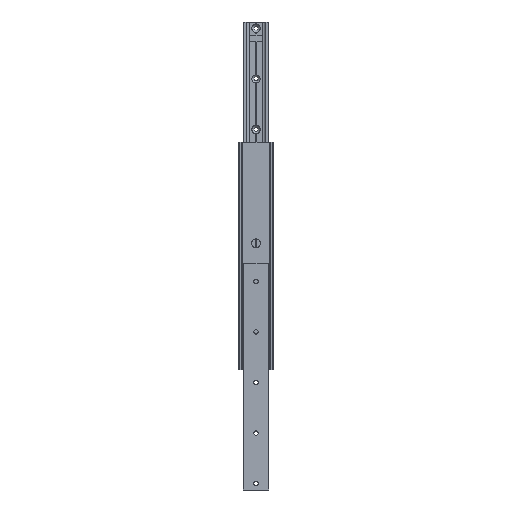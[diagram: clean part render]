
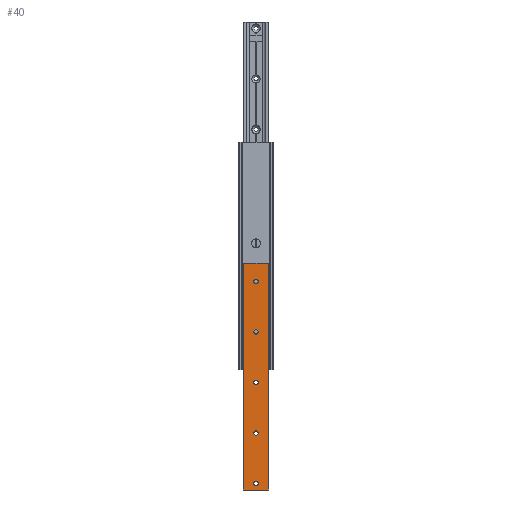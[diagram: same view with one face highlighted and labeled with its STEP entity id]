
A CAD part, left-side view. The second image highlights one B-rep face of the part: STEP entity #40.
In plain terms, the highlighted face is planar.
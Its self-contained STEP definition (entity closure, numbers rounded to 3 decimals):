
#40 = ADVANCED_FACE ( 'NONE', ( #2312, #2316, #2318, #2320, #2311, #2314 ), #718, .F. ) ;
#176 = VERTEX_POINT ( 'NONE', #2632 ) ;
#182 = VERTEX_POINT ( 'NONE', #2645 ) ;
#204 = VERTEX_POINT ( 'NONE', #2667 ) ;
#206 = VERTEX_POINT ( 'NONE', #2669 ) ;
#217 = VERTEX_POINT ( 'NONE', #2677 ) ;
#221 = VERTEX_POINT ( 'NONE', #2679 ) ;
#264 = VERTEX_POINT ( 'NONE', #2702 ) ;
#270 = VERTEX_POINT ( 'NONE', #2707 ) ;
#276 = VERTEX_POINT ( 'NONE', #2712 ) ;
#305 = VERTEX_POINT ( 'NONE', #2736 ) ;
#318 = VERTEX_POINT ( 'NONE', #2747 ) ;
#388 = VERTEX_POINT ( 'NONE', #2789 ) ;
#404 = VERTEX_POINT ( 'NONE', #2803 ) ;
#448 = VERTEX_POINT ( 'NONE', #2824 ) ;
#691 = EDGE_CURVE ( 'NONE', #305, #318, #3113, .T. ) ;
#715 = DIRECTION ( 'NONE',  ( 0., 0., 1. ) ) ;
#716 = DIRECTION ( 'NONE',  ( -1., 0., 0. ) ) ;
#718 = PLANE ( 'NONE',  #1548 ) ;
#719 = CARTESIAN_POINT ( 'NONE',  ( 0., -24.5, 498.894 ) ) ;
#915 = DIRECTION ( 'NONE',  ( 0., 1., 0. ) ) ;
#927 = DIRECTION ( 'NONE',  ( 1., 0., 0. ) ) ;
#1061 = EDGE_CURVE ( 'NONE', #388, #305, #3220, .T. ) ;
#1084 = EDGE_CURVE ( 'NONE', #404, #318, #3255, .T. ) ;
#1087 = EDGE_CURVE ( 'NONE', #264, #270, #3264, .T. ) ;
#1090 = EDGE_CURVE ( 'NONE', #276, #448, #3267, .T. ) ;
#1093 = EDGE_CURVE ( 'NONE', #217, #221, #3271, .T. ) ;
#1096 = EDGE_CURVE ( 'NONE', #176, #182, #3275, .T. ) ;
#1105 = EDGE_CURVE ( 'NONE', #204, #206, #3287, .T. ) ;
#1108 = EDGE_CURVE ( 'NONE', #388, #404, #3285, .T. ) ;
#1270 = EDGE_CURVE ( 'NONE', #448, #276, #3565, .T. ) ;
#1284 = EDGE_CURVE ( 'NONE', #270, #264, #3586, .T. ) ;
#1294 = EDGE_CURVE ( 'NONE', #221, #217, #3598, .T. ) ;
#1470 = EDGE_CURVE ( 'NONE', #206, #204, #3610, .T. ) ;
#1480 = EDGE_CURVE ( 'NONE', #182, #176, #3622, .T. ) ;
#1548 = AXIS2_PLACEMENT_3D ( 'NONE', #719, #716, #715 ) ;
#1663 = AXIS2_PLACEMENT_3D ( 'NONE', #3100, #927, #915 ) ;
#1668 = AXIS2_PLACEMENT_3D ( 'NONE', #3645, #3651, #3652 ) ;
#1671 = AXIS2_PLACEMENT_3D ( 'NONE', #3654, #3660, #3661 ) ;
#1672 = AXIS2_PLACEMENT_3D ( 'NONE', #3668, #3669, #3670 ) ;
#1673 = AXIS2_PLACEMENT_3D ( 'NONE', #3684, #3692, #3693 ) ;
#1733 = AXIS2_PLACEMENT_3D ( 'NONE', #4073, #4076, #4077 ) ;
#1737 = AXIS2_PLACEMENT_3D ( 'NONE', #4087, #4111, #4112 ) ;
#1739 = AXIS2_PLACEMENT_3D ( 'NONE', #4122, #4139, #4140 ) ;
#1743 = AXIS2_PLACEMENT_3D ( 'NONE', #4157, #4167, #4168 ) ;
#1747 = AXIS2_PLACEMENT_3D ( 'NONE', #4185, #4195, #4196 ) ;
#1826 = ORIENTED_EDGE ( 'NONE', *, *, #1090, .F. ) ;
#1827 = ORIENTED_EDGE ( 'NONE', *, *, #1270, .F. ) ;
#1828 = ORIENTED_EDGE ( 'NONE', *, *, #1087, .F. ) ;
#1829 = ORIENTED_EDGE ( 'NONE', *, *, #1284, .F. ) ;
#1830 = ORIENTED_EDGE ( 'NONE', *, *, #1093, .F. ) ;
#1831 = ORIENTED_EDGE ( 'NONE', *, *, #1294, .F. ) ;
#1832 = ORIENTED_EDGE ( 'NONE', *, *, #1105, .F. ) ;
#1833 = ORIENTED_EDGE ( 'NONE', *, *, #1470, .F. ) ;
#1834 = ORIENTED_EDGE ( 'NONE', *, *, #1096, .F. ) ;
#1835 = ORIENTED_EDGE ( 'NONE', *, *, #1480, .F. ) ;
#1836 = ORIENTED_EDGE ( 'NONE', *, *, #1061, .F. ) ;
#1837 = ORIENTED_EDGE ( 'NONE', *, *, #1108, .T. ) ;
#1838 = ORIENTED_EDGE ( 'NONE', *, *, #1084, .T. ) ;
#1839 = ORIENTED_EDGE ( 'NONE', *, *, #691, .F. ) ;
#2055 = EDGE_LOOP ( 'NONE', ( #1830, #1831 ) ) ;
#2060 = EDGE_LOOP ( 'NONE', ( #1828, #1829 ) ) ;
#2062 = EDGE_LOOP ( 'NONE', ( #1826, #1827 ) ) ;
#2063 = EDGE_LOOP ( 'NONE', ( #1832, #1833 ) ) ;
#2066 = EDGE_LOOP ( 'NONE', ( #1836, #1837, #1838, #1839 ) ) ;
#2069 = EDGE_LOOP ( 'NONE', ( #1834, #1835 ) ) ;
#2311 = FACE_BOUND ( 'NONE', #2069, .T. ) ;
#2312 = FACE_BOUND ( 'NONE', #2062, .T. ) ;
#2314 = FACE_OUTER_BOUND ( 'NONE', #2066, .T. ) ;
#2316 = FACE_BOUND ( 'NONE', #2060, .T. ) ;
#2318 = FACE_BOUND ( 'NONE', #2055, .T. ) ;
#2320 = FACE_BOUND ( 'NONE', #2063, .T. ) ;
#2632 = CARTESIAN_POINT ( 'NONE',  ( 0., 4.25, 12.5 ) ) ;
#2645 = CARTESIAN_POINT ( 'NONE',  ( 0., -4.25, 12.5 ) ) ;
#2667 = CARTESIAN_POINT ( 'NONE',  ( 0., 4.25, 112.5 ) ) ;
#2669 = CARTESIAN_POINT ( 'NONE',  ( 0., -4.25, 112.5 ) ) ;
#2677 = CARTESIAN_POINT ( 'NONE',  ( 0., 4.25, 212.5 ) ) ;
#2679 = CARTESIAN_POINT ( 'NONE',  ( 0., -4.25, 212.5 ) ) ;
#2702 = CARTESIAN_POINT ( 'NONE',  ( 0., 4.25, 312.5 ) ) ;
#2707 = CARTESIAN_POINT ( 'NONE',  ( 0., -4.25, 312.5 ) ) ;
#2712 = CARTESIAN_POINT ( 'NONE',  ( 0., 4.25, 412.5 ) ) ;
#2736 = CARTESIAN_POINT ( 'NONE',  ( 0., 24.5, 448. ) ) ;
#2747 = CARTESIAN_POINT ( 'NONE',  ( 0., 24.5, 0. ) ) ;
#2789 = CARTESIAN_POINT ( 'NONE',  ( 0., -24.5, 448. ) ) ;
#2803 = CARTESIAN_POINT ( 'NONE',  ( 0., -24.5, 0. ) ) ;
#2824 = CARTESIAN_POINT ( 'NONE',  ( 0., -4.25, 412.5 ) ) ;
#2865 = CARTESIAN_POINT ( 'NONE',  ( 0., 24.5, 498.894 ) ) ;
#2868 = DIRECTION ( 'NONE',  ( 0., 0., -1. ) ) ;
#3035 = CARTESIAN_POINT ( 'NONE',  ( 0., -24.5, 448. ) ) ;
#3036 = DIRECTION ( 'NONE',  ( 0., 1., 0. ) ) ;
#3082 = CARTESIAN_POINT ( 'NONE',  ( 0., -24.5, 0. ) ) ;
#3093 = DIRECTION ( 'NONE',  ( 0., 1., 0. ) ) ;
#3100 = CARTESIAN_POINT ( 'NONE',  ( 0., 0., 312.5 ) ) ;
#3109 = VECTOR ( 'NONE', #2868, 1000. ) ;
#3113 = LINE ( 'NONE', #2865, #3109 ) ;
#3220 = LINE ( 'NONE', #3035, #3222 ) ;
#3222 = VECTOR ( 'NONE', #3036, 1000. ) ;
#3255 = LINE ( 'NONE', #3082, #3259 ) ;
#3259 = VECTOR ( 'NONE', #3093, 1000. ) ;
#3264 = CIRCLE ( 'NONE', #1663, 4.25 ) ;
#3267 = CIRCLE ( 'NONE', #1668, 4.25 ) ;
#3271 = CIRCLE ( 'NONE', #1671, 4.25 ) ;
#3275 = CIRCLE ( 'NONE', #1672, 4.25 ) ;
#3285 = LINE ( 'NONE', #3701, #3288 ) ;
#3287 = CIRCLE ( 'NONE', #1673, 4.25 ) ;
#3288 = VECTOR ( 'NONE', #3702, 1000. ) ;
#3565 = CIRCLE ( 'NONE', #1733, 4.25 ) ;
#3586 = CIRCLE ( 'NONE', #1737, 4.25 ) ;
#3598 = CIRCLE ( 'NONE', #1739, 4.25 ) ;
#3610 = CIRCLE ( 'NONE', #1743, 4.25 ) ;
#3622 = CIRCLE ( 'NONE', #1747, 4.25 ) ;
#3645 = CARTESIAN_POINT ( 'NONE',  ( 0., 0., 412.5 ) ) ;
#3651 = DIRECTION ( 'NONE',  ( 1., 0., 0. ) ) ;
#3652 = DIRECTION ( 'NONE',  ( 0., 1., 0. ) ) ;
#3654 = CARTESIAN_POINT ( 'NONE',  ( 0., 0., 212.5 ) ) ;
#3660 = DIRECTION ( 'NONE',  ( 1., 0., 0. ) ) ;
#3661 = DIRECTION ( 'NONE',  ( 0., 1., 0. ) ) ;
#3668 = CARTESIAN_POINT ( 'NONE',  ( 0., 0., 12.5 ) ) ;
#3669 = DIRECTION ( 'NONE',  ( 1., 0., 0. ) ) ;
#3670 = DIRECTION ( 'NONE',  ( 0., 1., 0. ) ) ;
#3684 = CARTESIAN_POINT ( 'NONE',  ( 0., 0., 112.5 ) ) ;
#3692 = DIRECTION ( 'NONE',  ( 1., 0., 0. ) ) ;
#3693 = DIRECTION ( 'NONE',  ( 0., 1., 0. ) ) ;
#3701 = CARTESIAN_POINT ( 'NONE',  ( 0., -24.5, 498.894 ) ) ;
#3702 = DIRECTION ( 'NONE',  ( 0., 0., -1. ) ) ;
#4073 = CARTESIAN_POINT ( 'NONE',  ( 0., 0., 412.5 ) ) ;
#4076 = DIRECTION ( 'NONE',  ( 1., 0., 0. ) ) ;
#4077 = DIRECTION ( 'NONE',  ( 0., 1., 0. ) ) ;
#4087 = CARTESIAN_POINT ( 'NONE',  ( 0., 0., 312.5 ) ) ;
#4111 = DIRECTION ( 'NONE',  ( 1., 0., 0. ) ) ;
#4112 = DIRECTION ( 'NONE',  ( 0., 1., 0. ) ) ;
#4122 = CARTESIAN_POINT ( 'NONE',  ( 0., 0., 212.5 ) ) ;
#4139 = DIRECTION ( 'NONE',  ( 1., 0., 0. ) ) ;
#4140 = DIRECTION ( 'NONE',  ( 0., 1., 0. ) ) ;
#4157 = CARTESIAN_POINT ( 'NONE',  ( 0., 0., 112.5 ) ) ;
#4167 = DIRECTION ( 'NONE',  ( 1., 0., 0. ) ) ;
#4168 = DIRECTION ( 'NONE',  ( 0., 1., 0. ) ) ;
#4185 = CARTESIAN_POINT ( 'NONE',  ( 0., 0., 12.5 ) ) ;
#4195 = DIRECTION ( 'NONE',  ( 1., 0., 0. ) ) ;
#4196 = DIRECTION ( 'NONE',  ( 0., 1., 0. ) ) ;
